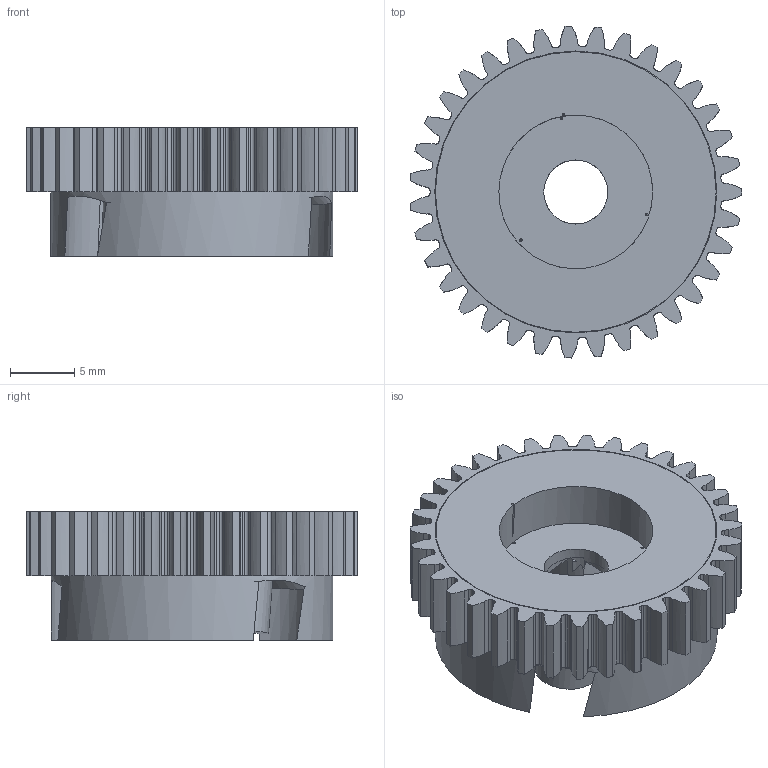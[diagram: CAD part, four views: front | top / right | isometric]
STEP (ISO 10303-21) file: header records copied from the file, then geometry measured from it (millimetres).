
FILE_DESCRIPTION(('FreeCAD Model'),'2;1');
FILE_NAME('Open CASCADE Shape Model','2022-11-21T18:46:22',(''),(''), 'Open CASCADE STEP processor 7.5','FreeCAD','Unknown');
FILE_SCHEMA(('AUTOMOTIVE_DESIGN { 1 0 10303 214 1 1 1 1 }'));
Length unit declared in the file: millimetre
Products named in the file (1): Connect002
Bounding box: 25.87 x 25.89 x 10 mm (x, y, z)
Volume: 2684.6 mm3; surface area: 2614.9 mm2
Topology: 1 solids, 1 shells, 345 faces, 995 edges, 658 vertices
Faces by surface type: cylinder 172, extrusion 144, plane 17, cone 12
Full cylindrical faces by diameter (mm): 0.2 x4, 5 x4, 12 x1, 22 x1
Entity records: 28773 total; most frequent: CARTESIAN_POINT 10359, DIRECTION 2976, ORIENTED_EDGE 1990, PCURVE 1990, DEFINITIONAL_REPRESENTATION 1990, VECTOR 1685, LINE 1541, EDGE_CURVE 995
